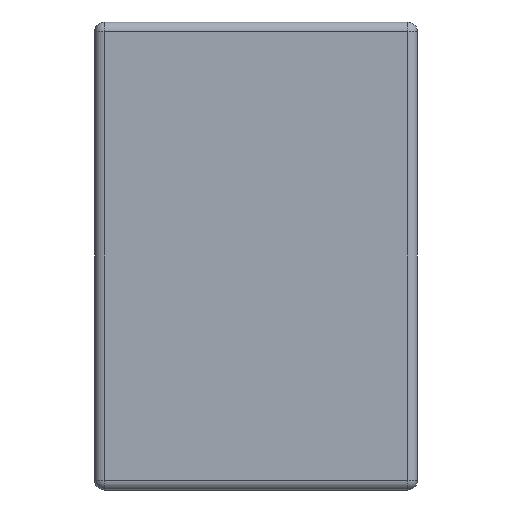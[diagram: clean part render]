
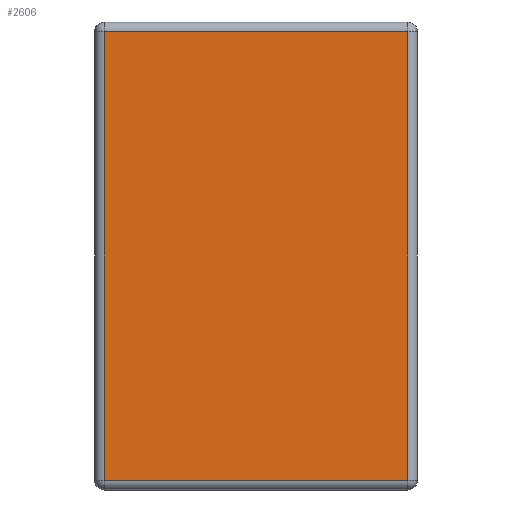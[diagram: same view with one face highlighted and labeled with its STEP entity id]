
A CAD part, left-side view. The second image highlights one B-rep face of the part: STEP entity #2606.
In plain terms, the highlighted planar face has unit normal (-1, 0, 0).
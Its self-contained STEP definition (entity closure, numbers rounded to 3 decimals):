
#258 = LINE ( 'NONE', #1323, #1998 ) ;
#814 = CARTESIAN_POINT ( 'NONE',  ( 0., 0.03, 0. ) ) ;
#860 = DIRECTION ( 'NONE',  ( 0., 0., 1. ) ) ;
#996 = EDGE_CURVE ( 'NONE', #1988, #4474, #3330, .T. ) ;
#1206 = DIRECTION ( 'NONE',  ( -1., 0., 0. ) ) ;
#1256 = EDGE_CURVE ( 'NONE', #4474, #3167, #4281, .T. ) ;
#1323 = CARTESIAN_POINT ( 'NONE',  ( 0., 1., -0.03 ) ) ;
#1513 = CARTESIAN_POINT ( 'NONE',  ( 0., 0.97, -1.45 ) ) ;
#1567 = CARTESIAN_POINT ( 'NONE',  ( 0., 0.03, -1.42 ) ) ;
#1787 = CARTESIAN_POINT ( 'NONE',  ( 0., 0., -1.42 ) ) ;
#1970 = VECTOR ( 'NONE', #2864, 1000. ) ;
#1988 = VERTEX_POINT ( 'NONE', #4505 ) ;
#1998 = VECTOR ( 'NONE', #3184, 1000. ) ;
#2264 = CARTESIAN_POINT ( 'NONE',  ( 0., 0., 0. ) ) ;
#2580 = DIRECTION ( 'NONE',  ( 0., 0., 1. ) ) ;
#2606 = ADVANCED_FACE ( 'NONE', ( #2853 ), #4336, .T. ) ;
#2835 = ORIENTED_EDGE ( 'NONE', *, *, #996, .T. ) ;
#2853 = FACE_OUTER_BOUND ( 'NONE', #3129, .T. ) ;
#2864 = DIRECTION ( 'NONE',  ( 0., -1., 0. ) ) ;
#2970 = DIRECTION ( 'NONE',  ( 0., 0., -1. ) ) ;
#3129 = EDGE_LOOP ( 'NONE', ( #3133, #4005, #3670, #2835 ) ) ;
#3133 = ORIENTED_EDGE ( 'NONE', *, *, #1256, .T. ) ;
#3167 = VERTEX_POINT ( 'NONE', #1567 ) ;
#3184 = DIRECTION ( 'NONE',  ( 0., 1., 0. ) ) ;
#3330 = LINE ( 'NONE', #1513, #4377 ) ;
#3439 = EDGE_CURVE ( 'NONE', #3167, #4237, #4450, .T. ) ;
#3512 = CARTESIAN_POINT ( 'NONE',  ( 0., 0.97, -1.42 ) ) ;
#3628 = EDGE_CURVE ( 'NONE', #4237, #1988, #258, .T. ) ;
#3670 = ORIENTED_EDGE ( 'NONE', *, *, #3628, .T. ) ;
#4005 = ORIENTED_EDGE ( 'NONE', *, *, #3439, .T. ) ;
#4106 = VECTOR ( 'NONE', #860, 1000. ) ;
#4184 = AXIS2_PLACEMENT_3D ( 'NONE', #2264, #1206, #2580 ) ;
#4237 = VERTEX_POINT ( 'NONE', #4560 ) ;
#4281 = LINE ( 'NONE', #1787, #1970 ) ;
#4336 = PLANE ( 'NONE',  #4184 ) ;
#4377 = VECTOR ( 'NONE', #2970, 1000. ) ;
#4450 = LINE ( 'NONE', #814, #4106 ) ;
#4474 = VERTEX_POINT ( 'NONE', #3512 ) ;
#4505 = CARTESIAN_POINT ( 'NONE',  ( 0., 0.97, -0.03 ) ) ;
#4560 = CARTESIAN_POINT ( 'NONE',  ( 0., 0.03, -0.03 ) ) ;
